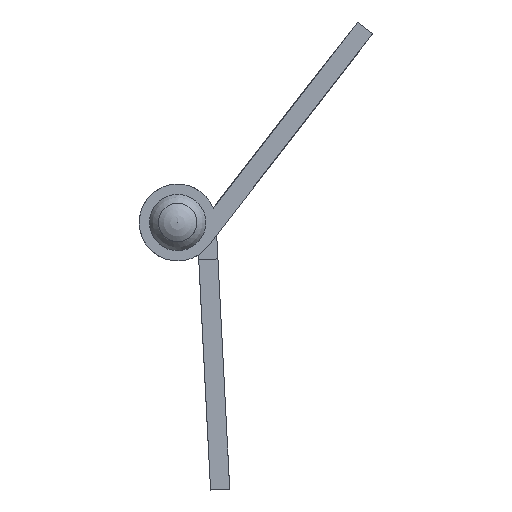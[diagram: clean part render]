
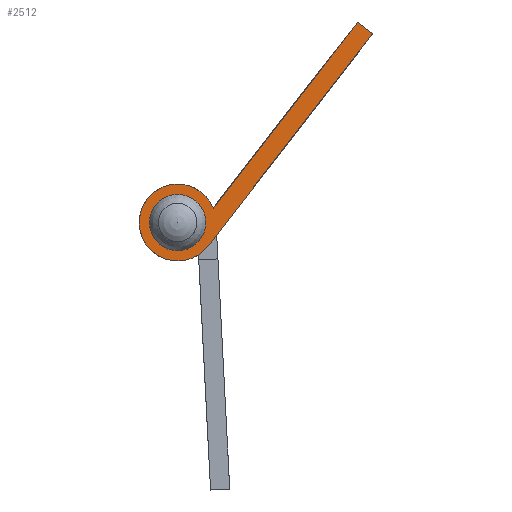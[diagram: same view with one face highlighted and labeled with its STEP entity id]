
A CAD part, left-side view. The second image highlights one B-rep face of the part: STEP entity #2512.
In plain terms, the highlighted face is planar.
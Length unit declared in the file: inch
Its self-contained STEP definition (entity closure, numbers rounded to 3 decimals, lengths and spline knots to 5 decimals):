
#58=LINE($,#3721,#293);
#59=LINE($,#3723,#294);
#60=LINE($,#3724,#295);
#293=VECTOR($,#2994,1.75);
#294=VECTOR($,#2995,0.125);
#295=VECTOR($,#2996,1.53349);
#588=FACE_BOUND($,#840,.T.);
#589=FACE_BOUND($,#841,.T.);
#840=EDGE_LOOP($,(#1785));
#841=EDGE_LOOP($,(#1786,#1787,#1788,#1789));
#1064=CIRCLE($,#2675,0.125);
#1065=CIRCLE($,#2677,0.25);
#1183=VERTEX_POINT($,#3711);
#1184=VERTEX_POINT($,#3714);
#1185=VERTEX_POINT($,#3715);
#1186=VERTEX_POINT($,#3720);
#1187=VERTEX_POINT($,#3722);
#1434=EDGE_CURVE($,#1183,#1183,#1064,.T.);
#1435=EDGE_CURVE($,#1184,#1185,#1065,.T.);
#1438=EDGE_CURVE($,#1186,#1184,#58,.T.);
#1439=EDGE_CURVE($,#1187,#1186,#59,.T.);
#1440=EDGE_CURVE($,#1185,#1187,#60,.T.);
#1785=ORIENTED_EDGE($,*,*,#1434,.T.);
#1786=ORIENTED_EDGE($,*,*,#1438,.F.);
#1787=ORIENTED_EDGE($,*,*,#1439,.F.);
#1788=ORIENTED_EDGE($,*,*,#1440,.F.);
#1789=ORIENTED_EDGE($,*,*,#1435,.F.);
#2424=PLANE($,#2678);
#2512=ADVANCED_FACE($,(#588,#589),#2424,.T.);
#2675=AXIS2_PLACEMENT_3D($,#3712,#2984,#2985);
#2677=AXIS2_PLACEMENT_3D($,#3716,#2988,#2989);
#2678=AXIS2_PLACEMENT_3D($,#3719,#2992,#2993);
#2984=DIRECTION('center_axis',(-1.,0.,0.));
#2985=DIRECTION('ref_axis',(0.,-1.,0.));
#2988=DIRECTION('center_axis',(-1.,0.,0.));
#2989=DIRECTION('ref_axis',(0.,0.,
-1.));
#2992=DIRECTION('center_axis',(1.,0.,0.));
#2993=DIRECTION('ref_axis',(0.,0.,-1.));
#2994=DIRECTION($,(0.,-1.,0.));
#2995=DIRECTION($,(0.,0.,-1.));
#2996=DIRECTION($,(0.,1.,0.));
#3711=CARTESIAN_POINT('',(47.1,-0.125,0.25));
#3712=CARTESIAN_POINT('Origin',(47.1,-0.25,0.25));
#3714=CARTESIAN_POINT('',(47.1,-0.25,0.));
#3715=CARTESIAN_POINT('',(47.1,-0.03349,0.125));
#3716=CARTESIAN_POINT('Origin',(47.1,-0.25,0.25));
#3719=CARTESIAN_POINT('Origin',(47.1,0.48672,0.11059));
#3720=CARTESIAN_POINT('',(47.1,1.5,0.));
#3721=CARTESIAN_POINT($,(47.1,1.5,0.));
#3722=CARTESIAN_POINT('',(47.1,1.5,0.125));
#3723=CARTESIAN_POINT($,(47.1,1.5,0.125));
#3724=CARTESIAN_POINT($,(47.1,-0.03349,0.125));
